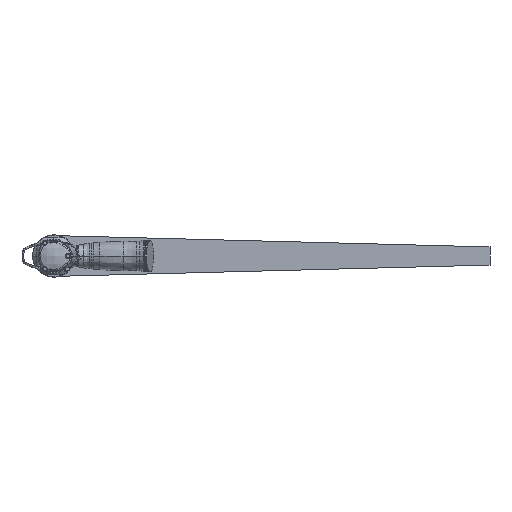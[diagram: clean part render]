
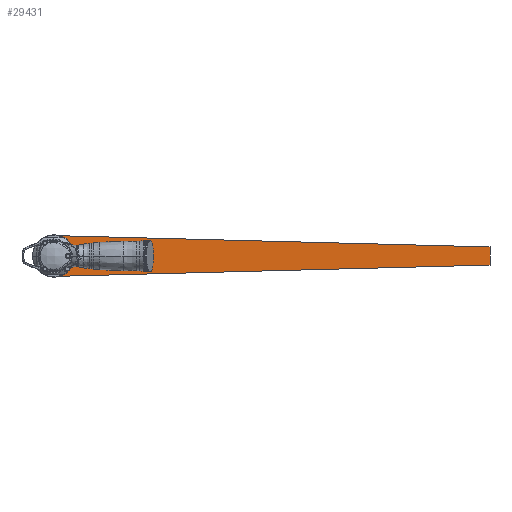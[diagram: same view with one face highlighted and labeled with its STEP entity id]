
A CAD part, left-side view. The second image highlights one B-rep face of the part: STEP entity #29431.
In plain terms, the highlighted planar face has unit normal (-1, 0, 0).
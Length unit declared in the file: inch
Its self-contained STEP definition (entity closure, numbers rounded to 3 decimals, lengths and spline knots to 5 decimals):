
#29315=CARTESIAN_POINT('',(10.67545,0.,0.));
#29316=DIRECTION('',(-1.,0.,0.));
#29317=DIRECTION('',(0.,0.,1.));
#29318=AXIS2_PLACEMENT_3D('',#29315,#29316,#29317);
#29320=DIRECTION('',(0.,1.,0.026));
#29321=VECTOR('',#29320,24.00813);
#29322=CARTESIAN_POINT('',(10.67545,-24.,0.49975));
#29323=LINE('',#29322,#29321);
#29324=DIRECTION('',(0.,0.,1.));
#29325=VECTOR('',#29324,0.9995);
#29326=CARTESIAN_POINT('',(10.67545,-24.,-0.49975));
#29327=LINE('',#29326,#29325);
#29328=DIRECTION('',(0.,-1.,0.026));
#29329=VECTOR('',#29328,24.00813);
#29330=CARTESIAN_POINT('',(10.67545,0.,-1.1245));
#29331=LINE('',#29330,#29329);
#29340=CARTESIAN_POINT('',(10.67545,0.,1.1245));
#29341=CARTESIAN_POINT('',(10.67545,0.,-1.1245));
#29342=VERTEX_POINT('',#29340);
#29343=VERTEX_POINT('',#29341);
#29344=CARTESIAN_POINT('',(10.67545,-24.,-0.49975));
#29345=VERTEX_POINT('',#29344);
#29346=CARTESIAN_POINT('',(10.67545,-24.,0.49975));
#29347=VERTEX_POINT('',#29346);
#29420=CARTESIAN_POINT('',(10.67545,0.,0.));
#29421=DIRECTION('',(-1.,0.,0.));
#29422=DIRECTION('',(0.,-1.,0.));
#29423=AXIS2_PLACEMENT_3D('',#29420,#29421,#29422);
#29424=PLANE('',#29423);
#29425=ORIENTED_EDGE('',*,*,#29372,.F.);
#29426=ORIENTED_EDGE('',*,*,#29387,.F.);
#29427=ORIENTED_EDGE('',*,*,#29401,.F.);
#29428=ORIENTED_EDGE('',*,*,#29414,.F.);
#29429=EDGE_LOOP('',(#29425,#29426,#29427,#29428));
#29430=FACE_OUTER_BOUND('',#29429,.F.);
#29431=ADVANCED_FACE('',(#29430),#29424,.T.);
#29319=CIRCLE('',#29318,1.1245);
#29372=EDGE_CURVE('',#29342,#29343,#29319,.T.);
#29387=EDGE_CURVE('',#29347,#29342,#29323,.T.);
#29401=EDGE_CURVE('',#29345,#29347,#29327,.T.);
#29414=EDGE_CURVE('',#29343,#29345,#29331,.T.);
